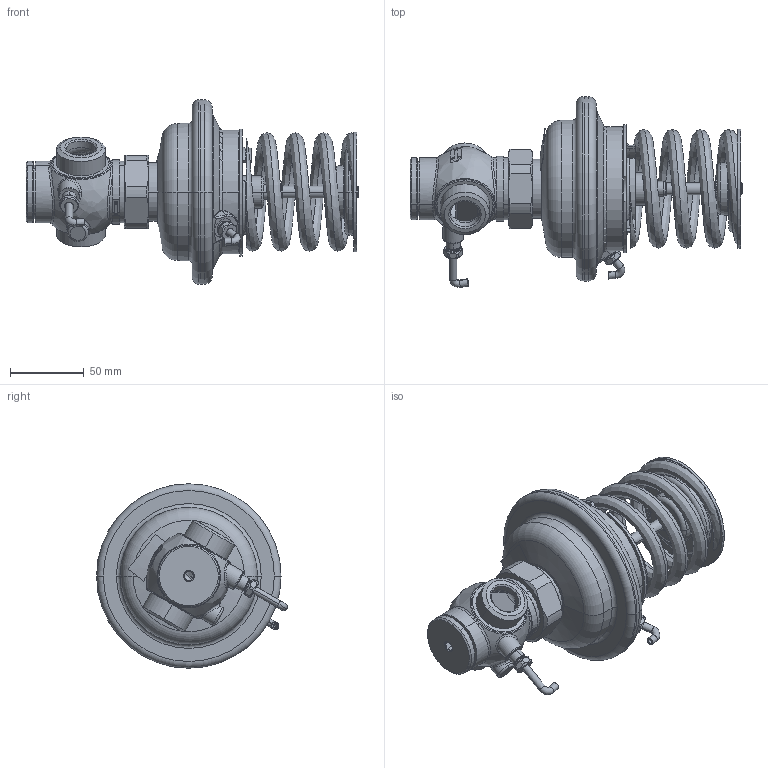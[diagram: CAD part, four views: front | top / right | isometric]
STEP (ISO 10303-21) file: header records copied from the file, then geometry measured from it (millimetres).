
FILE_DESCRIPTION((''),'2;1');
FILE_NAME('AVA_DF_DN20_6_3_PN25','2015-03-11T',('u317927'),('Danfoss'),'PRO/ENGINEER BY PARAMETRIC TECHNOLOGY CORPORATION, 2014000','PRO/ENGINEER BY PARAMETRIC TECHNOLOGY CORPORATION, 2014000','');
FILE_SCHEMA(('CONFIG_CONTROL_DESIGN'));
Products named in the file (1): AVA_DF_DN20_6_3_PN25
Bounding box: 225.3 x 129.49 x 125.18 mm (x, y, z)
Volume: 388186.5 mm3; surface area: 186837.9 mm2
Topology: 6 solids, 6 shells, 1152 faces, 2651 edges, 1595 vertices
Faces by surface type: cylinder 304, plane 299, cone 219, torus 179, bspline 146, sphere 5
Entity records: 46281 total; most frequent: CARTESIAN_POINT 20813, DIRECTION 5436, ORIENTED_EDGE 5290, EDGE_CURVE 2645, AXIS2_PLACEMENT_3D 2305, VERTEX_POINT 1594, CIRCLE 1299, EDGE_LOOP 1257
